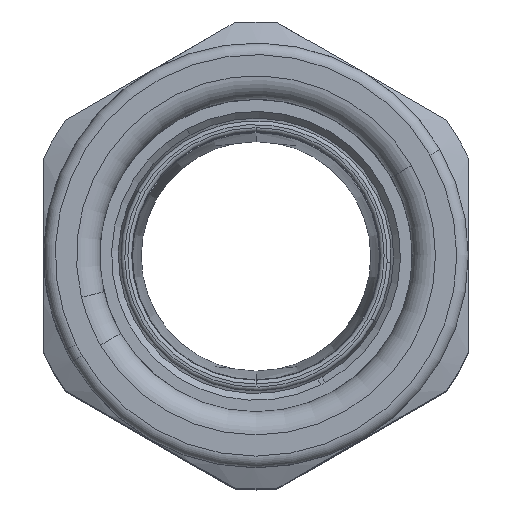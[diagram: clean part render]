
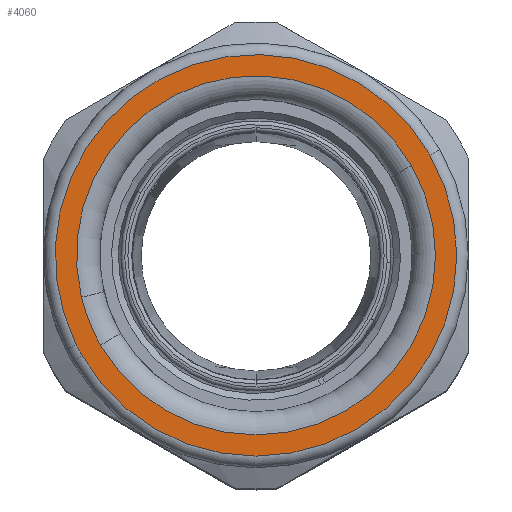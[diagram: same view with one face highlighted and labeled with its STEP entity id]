
A CAD part, top view. The second image highlights one B-rep face of the part: STEP entity #4060.
In plain terms, the highlighted planar face has unit normal (0, 0, 1).
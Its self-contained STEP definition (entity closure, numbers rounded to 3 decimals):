
#3944=AXIS2_PLACEMENT_3D('Circle Axis2P3D',#3942,#3943,$) ;
#3961=AXIS2_PLACEMENT_3D('Circle Axis2P3D',#3959,#3960,$) ;
#3985=AXIS2_PLACEMENT_3D('Circle Axis2P3D',#3983,#3984,$) ;
#4027=AXIS2_PLACEMENT_3D('Plane Axis2P3D',#4024,#4025,#4026) ;
#4036=AXIS2_PLACEMENT_3D('Circle Axis2P3D',#4034,#4035,$) ;
#4045=AXIS2_PLACEMENT_3D('Circle Axis2P3D',#4043,#4044,$) ;
#4052=AXIS2_PLACEMENT_3D('Circle Axis2P3D',#4050,#4051,$) ;
#3932=CARTESIAN_POINT('Vertex',(4.212,18.688,93.4)) ;
#3939=CARTESIAN_POINT('Vertex',(4.983,17.25,93.4)) ;
#3942=CARTESIAN_POINT('Axis2P3D Location',(27.5,30.25,93.4)) ;
#3959=CARTESIAN_POINT('Axis2P3D Location',(27.5,30.25,93.4)) ;
#3963=CARTESIAN_POINT('Vertex',(50.017,43.25,93.4)) ;
#3983=CARTESIAN_POINT('Axis2P3D Location',(27.5,30.25,93.4)) ;
#4024=CARTESIAN_POINT('Axis2P3D Location',(27.5,30.25,93.4)) ;
#4034=CARTESIAN_POINT('Axis2P3D Location',(27.5,30.25,93.4)) ;
#4038=CARTESIAN_POINT('Vertex',(4.892,24.823,93.4)) ;
#4040=CARTESIAN_POINT('Vertex',(7.365,18.625,93.4)) ;
#4043=CARTESIAN_POINT('Axis2P3D Location',(27.5,30.25,93.4)) ;
#4047=CARTESIAN_POINT('Vertex',(47.635,41.875,93.4)) ;
#4050=CARTESIAN_POINT('Axis2P3D Location',(27.5,30.25,93.4)) ;
#3943=DIRECTION('Axis2P3D Direction',(0.,0.,1.)) ;
#3960=DIRECTION('Axis2P3D Direction',(0.,0.,1.)) ;
#3984=DIRECTION('Axis2P3D Direction',(0.,0.,1.)) ;
#4025=DIRECTION('Axis2P3D Direction',(0.,0.,1.)) ;
#4026=DIRECTION('Axis2P3D XDirection',(-0.866,-0.5,0.)) ;
#4035=DIRECTION('Axis2P3D Direction',(0.,0.,1.)) ;
#4044=DIRECTION('Axis2P3D Direction',(0.,0.,1.)) ;
#4051=DIRECTION('Axis2P3D Direction',(0.,0.,1.)) ;
#4030=ORIENTED_EDGE('',*,*,#3965,.T.) ;
#4031=ORIENTED_EDGE('',*,*,#3946,.T.) ;
#4032=ORIENTED_EDGE('',*,*,#3987,.T.) ;
#4056=ORIENTED_EDGE('',*,*,#4042,.F.) ;
#4057=ORIENTED_EDGE('',*,*,#4049,.F.) ;
#4058=ORIENTED_EDGE('',*,*,#4054,.F.) ;
#4059=FACE_BOUND('',#4055,.T.) ;
#4060=ADVANCED_FACE('Part1.1\\Koerper.2',(#4033,#4059),#4028,.T.) ;
#3945=CIRCLE('generated circle',#3944,26.) ;
#3962=CIRCLE('generated circle',#3961,26.) ;
#3986=CIRCLE('generated circle',#3985,26.) ;
#4037=CIRCLE('generated circle',#4036,23.25) ;
#4046=CIRCLE('generated circle',#4045,23.25) ;
#4053=CIRCLE('generated circle',#4052,23.25) ;
#3946=EDGE_CURVE('',#3933,#3940,#3945,.T.) ;
#3965=EDGE_CURVE('',#3964,#3933,#3962,.T.) ;
#3987=EDGE_CURVE('',#3940,#3964,#3986,.T.) ;
#4042=EDGE_CURVE('',#4039,#4041,#4037,.T.) ;
#4049=EDGE_CURVE('',#4048,#4039,#4046,.T.) ;
#4054=EDGE_CURVE('',#4041,#4048,#4053,.T.) ;
#4029=EDGE_LOOP('',(#4030,#4031,#4032)) ;
#4055=EDGE_LOOP('',(#4056,#4057,#4058)) ;
#4033=FACE_OUTER_BOUND('',#4029,.T.) ;
#4028=PLANE('',#4027) ;
#3933=VERTEX_POINT('',#3932) ;
#3940=VERTEX_POINT('',#3939) ;
#3964=VERTEX_POINT('',#3963) ;
#4039=VERTEX_POINT('',#4038) ;
#4041=VERTEX_POINT('',#4040) ;
#4048=VERTEX_POINT('',#4047) ;
